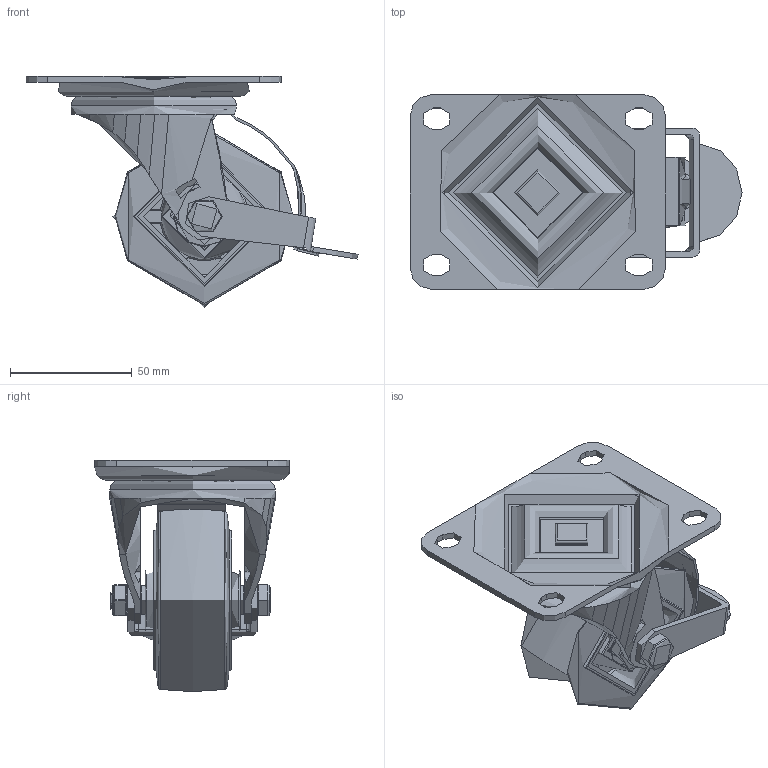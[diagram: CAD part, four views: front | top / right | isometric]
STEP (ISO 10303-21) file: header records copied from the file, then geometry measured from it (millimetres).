
FILE_DESCRIPTION(/* description */ (''),/* implementation_level */ '2;1');
FILE_NAME(/* name */ 'BZH75ERBJBR.step',/* time_stamp */ '2024-05-02T11:12:03+01:00',/* author */ (''),/* organization */ (''),/* preprocessor_version */ 'ST-DEVELOPER v20',/* originating_system */ 'Autodesk Translation Framework v12.20.1.177',/* authorisation */ '');
FILE_SCHEMA (('AUTOMOTIVE_DESIGN { 1 0 10303 214 3 1 1 }'));
Products named in the file (29): BZH75ERBJBR; BZH75ASBR v1; ZINC PLATED, PRESSED STEEL TOP PLATE; ZINC PLATED, PRESSED STEEL FORKS; ZINC PLATED PRESSED STEEL BRAKE; BRAKE; BRAKE 2; BZH75ASBR AXLE KIT v1; AXLE KIT; TUBE; BOLT; NUT; BZM75WERBJM12 v1; 65 SHORE A ELASTIC RUBBER TYRE; ALUMINIUM RIM; BEARING6001; Pattern; BEARING6001 (1); Pattern (1); Component4; OUTER; INNER; MIDDLE; RUBBER; BEARING SPACER; WM12X25X5 v1; ZINC PLATED WASHER; WM12X25X5 v1 (1); ZINC PLATED WASHER (1)
Assembly tree (49 placements, depth 5):
  BZH75ERBJBR
    BZH75ASBR v1
      ZINC PLATED, PRESSED STEEL TOP PLATE
      ZINC PLATED, PRESSED STEEL FORKS
      ZINC PLATED PRESSED STEEL BRAKE
        BRAKE
        BRAKE 2
    BZH75ASBR AXLE KIT v1
      AXLE KIT
        TUBE
        BOLT
        NUT
    BZM75WERBJM12 v1
      65 SHORE A ELASTIC RUBBER TYRE
      ALUMINIUM RIM
      BEARING6001
        OUTER
        INNER
        Pattern
          Component4  x8
        MIDDLE
        RUBBER  x2
      BEARING6001 (1)
        Pattern (1)
          Component4  x8
        OUTER
        INNER
        MIDDLE
        RUBBER  x2
      BEARING SPACER
    WM12X25X5 v1
      ZINC PLATED WASHER
    WM12X25X5 v1 (1)
      ZINC PLATED WASHER (1)
Bounding box: 136.36 x 80 x 95 mm (x, y, z)
Volume: 154707.6 mm3; surface area: 103288.9 mm2
Topology: 38 solids, 38 shells, 906 faces, 2185 edges, 1301 vertices
Faces by surface type: cylinder 280, plane 216, sphere 172, bspline 130, torus 77, cone 31
Full cylindrical faces by diameter (mm): 6.446 x6, 7.866 x13, 8 x4, 8.2 x3, 11.5 x1, 12 x4, 12.75 x2, 14 x2, 15.5 x3, 16 x1, 17 x8, 17.5 x4, 18 x4, 18.908 x1, 24 x1, 24.5 x2, 24.72 x8, 25.5 x2, 26 x1, 28 x4, 35 x2, 37.4 x1, 55 x2, 63 x1, 68 x1
Entity records: 42702 total; most frequent: CARTESIAN_POINT 25654, ORIENTED_EDGE 3468, DIRECTION 3420, EDGE_CURVE 1734, AXIS2_PLACEMENT_3D 1465, VERTEX_POINT 1051, CIRCLE 777, EDGE_LOOP 765
